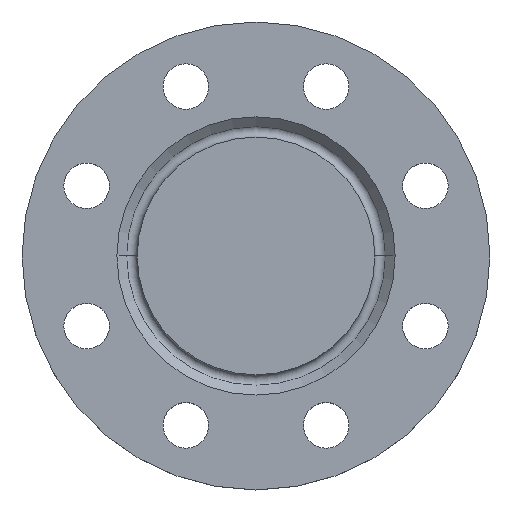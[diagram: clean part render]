
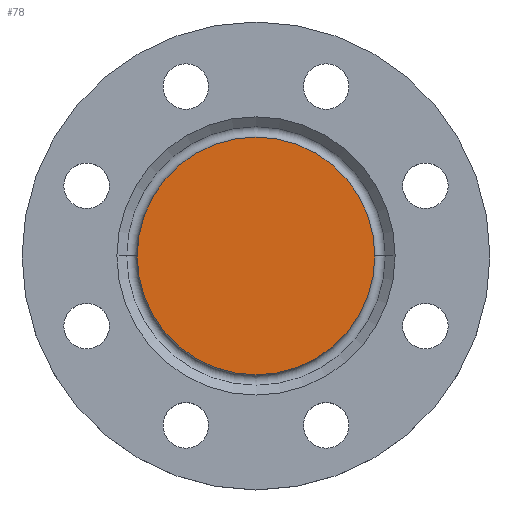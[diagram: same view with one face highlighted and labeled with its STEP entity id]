
A CAD part, top view. The second image highlights one B-rep face of the part: STEP entity #78.
In plain terms, the highlighted planar face has unit normal (0, 0, 1).
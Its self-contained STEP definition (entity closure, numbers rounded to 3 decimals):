
#6 = EDGE_CURVE ( 'NONE', #483, #496, #537, .T. ) ;
#41 = EDGE_CURVE ( 'NONE', #496, #483, #446, .T. ) ;
#44 = AXIS2_PLACEMENT_3D ( 'NONE', #535, #536, #538 ) ;
#78 = ADVANCED_FACE ( 'NONE', ( #533 ), #534, .T. ) ;
#362 = CARTESIAN_POINT ( 'NONE',  ( 47., 0., 0. ) ) ;
#406 = AXIS2_PLACEMENT_3D ( 'NONE', #454, #455, #475 ) ;
#407 = CARTESIAN_POINT ( 'NONE',  ( -47., 0., 0. ) ) ;
#446 = CIRCLE ( 'NONE', #406, 47. ) ;
#454 = CARTESIAN_POINT ( 'NONE',  ( 0., 0., 0. ) ) ;
#455 = DIRECTION ( 'NONE',  ( 0., 0., -1. ) ) ;
#475 = DIRECTION ( 'NONE',  ( -1., 0., 0. ) ) ;
#483 = VERTEX_POINT ( 'NONE', #362 ) ;
#496 = VERTEX_POINT ( 'NONE', #407 ) ;
#517 = AXIS2_PLACEMENT_3D ( 'NONE', #906, #907, #908 ) ;
#533 = FACE_OUTER_BOUND ( 'NONE', #673, .T. ) ;
#534 = PLANE ( 'NONE',  #44 ) ;
#535 = CARTESIAN_POINT ( 'NONE',  ( 0., 0., 0. ) ) ;
#536 = DIRECTION ( 'NONE',  ( 0., 0., 1. ) ) ;
#537 = CIRCLE ( 'NONE', #517, 47. ) ;
#538 = DIRECTION ( 'NONE',  ( 1., 0., 0. ) ) ;
#673 = EDGE_LOOP ( 'NONE', ( #779, #781 ) ) ;
#779 = ORIENTED_EDGE ( 'NONE', *, *, #41, .F. ) ;
#781 = ORIENTED_EDGE ( 'NONE', *, *, #6, .F. ) ;
#906 = CARTESIAN_POINT ( 'NONE',  ( 0., 0., 0. ) ) ;
#907 = DIRECTION ( 'NONE',  ( 0., 0., -1. ) ) ;
#908 = DIRECTION ( 'NONE',  ( -1., 0., 0. ) ) ;
